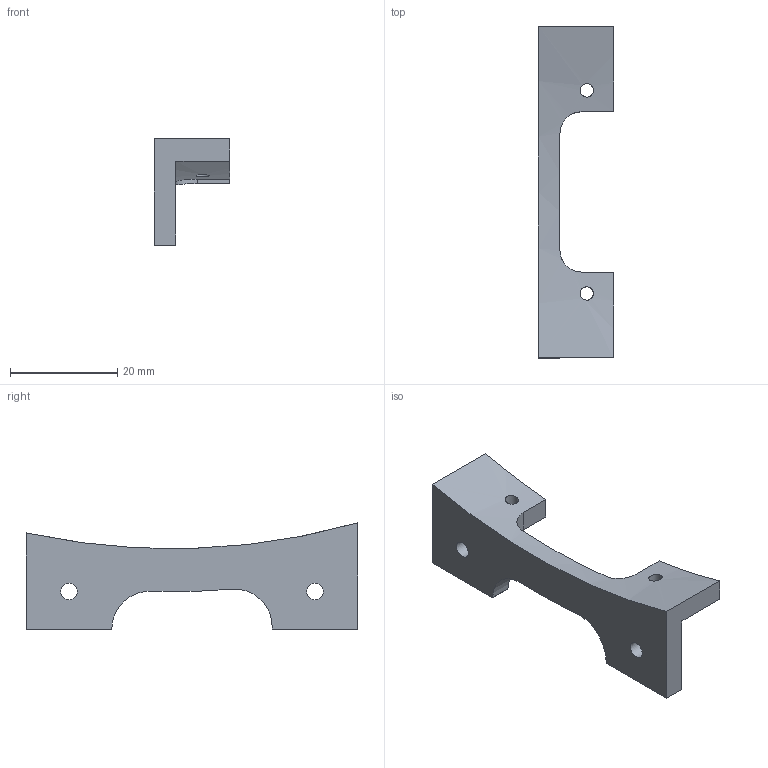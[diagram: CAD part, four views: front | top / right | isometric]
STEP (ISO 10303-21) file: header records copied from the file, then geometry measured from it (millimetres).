
FILE_DESCRIPTION(/* description */ ('STEP AP242','CAx-IF Rec.Pracs.---Representation and Presentation of Product Manufacturing Information (PMI)---4.0---2014-10-13','CAx-IF Rec.Pracs.---3D Tessellated Geometry---0.4---2014-09-14','2;1'),/* implementation_level */ '2;1');
FILE_NAME(/* name */ '65fd32cd002e466c6492bdea',/* time_stamp */ '2024-03-22T07:27:10Z',/* author */ (''),/* organization */ (''),/* preprocessor_version */ 'ST-DEVELOPER v19.4',/* originating_system */ ' ',/* authorisation */ ' ');
FILE_SCHEMA (('AP242_MANAGED_MODEL_BASED_3D_ENGINEERING_MIM_LF { 1 0 10303 442 1 1 4 }'));
Length unit declared in the file: metre
Products named in the file (1): Wing 1
Bounding box: 14 x 61.88 x 19.81 mm (x, y, z)
Volume: 4492.6 mm3; surface area: 3219.8 mm2
Topology: 1 solids, 1 shells, 24 faces, 66 edges, 44 vertices
Faces by surface type: cylinder 12, plane 12
Full cylindrical faces by diameter (mm): 2.5 x2, 3.1 x2
Entity records: 828 total; most frequent: CARTESIAN_POINT 187, ORIENTED_EDGE 124, DIRECTION 122, EDGE_CURVE 62, VERTEX_POINT 44, AXIS2_PLACEMENT_3D 43, LINE 36, VECTOR 36
